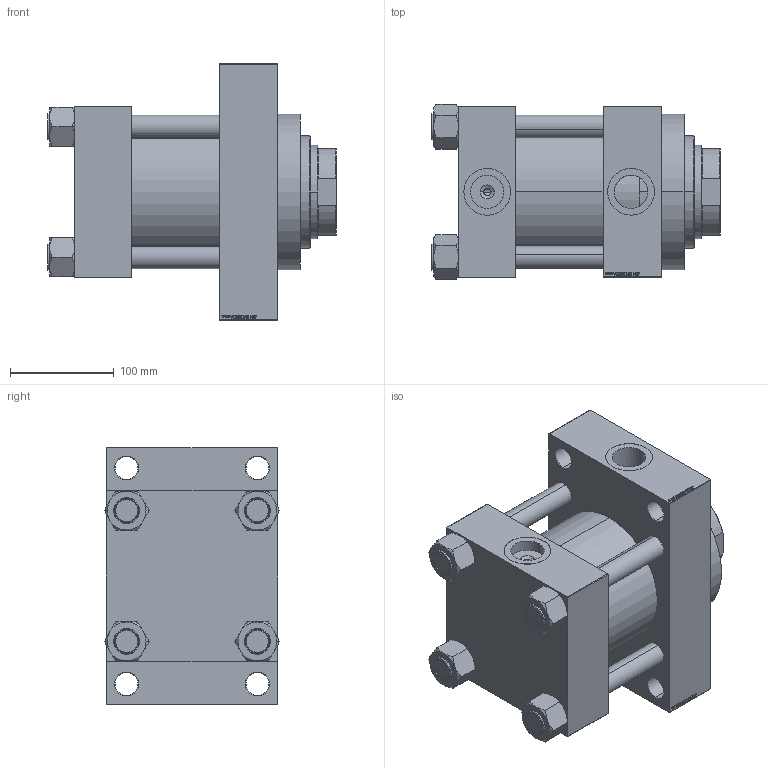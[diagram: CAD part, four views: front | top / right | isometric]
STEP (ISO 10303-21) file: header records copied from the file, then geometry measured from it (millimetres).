
FILE_DESCRIPTION (( 'STEP AP203' ), '1' );
FILE_NAME ('49d7.STEP', '2022-04-15T07:55:47', ( '' ), ( '' ), 'SwSTEP 2.0', 'SolidWorks 2019', '' );
FILE_SCHEMA (( 'CONFIG_CONTROL_DESIGN' ));
Length unit declared in the file: millimetre
Products named in the file (6): V215CR_VCP_D 842112357c667404b38edc74c22895fd; NUT_M5_D 842112357c667404b38edc74c22895fd; V215CR_D_TYCINKA 842112357c667404b38edc74c22895fd; 49d7; V215CR_D_Body 842112357c667404b38edc74c22895fd; V215_VC_A 842112357c667404b38edc74c22895fd
Assembly tree (11 placements, depth 2):
  49d7
    V215CR_D_Body 842112357c667404b38edc74c22895fd
    V215CR_VCP_D 842112357c667404b38edc74c22895fd
    NUT_M5_D 842112357c667404b38edc74c22895fd  x4
    V215CR_D_TYCINKA 842112357c667404b38edc74c22895fd  x4
    V215_VC_A 842112357c667404b38edc74c22895fd
Bounding box: 278 x 169.14 x 247 mm (x, y, z)
Volume: 5187130.8 mm3; surface area: 576117.6 mm2
Topology: 11 solids, 11 shells, 1159 faces, 2927 edges, 1903 vertices
Faces by surface type: plane 547, bspline 368, cone 144, cylinder 92, torus 8
Entity records: 47985 total; most frequent: CARTESIAN_POINT 25278, ORIENTED_EDGE 5118, DIRECTION 3309, EDGE_CURVE 2559, VERTEX_POINT 1681, VECTOR 1533, LINE 1533, EDGE_LOOP 1136
